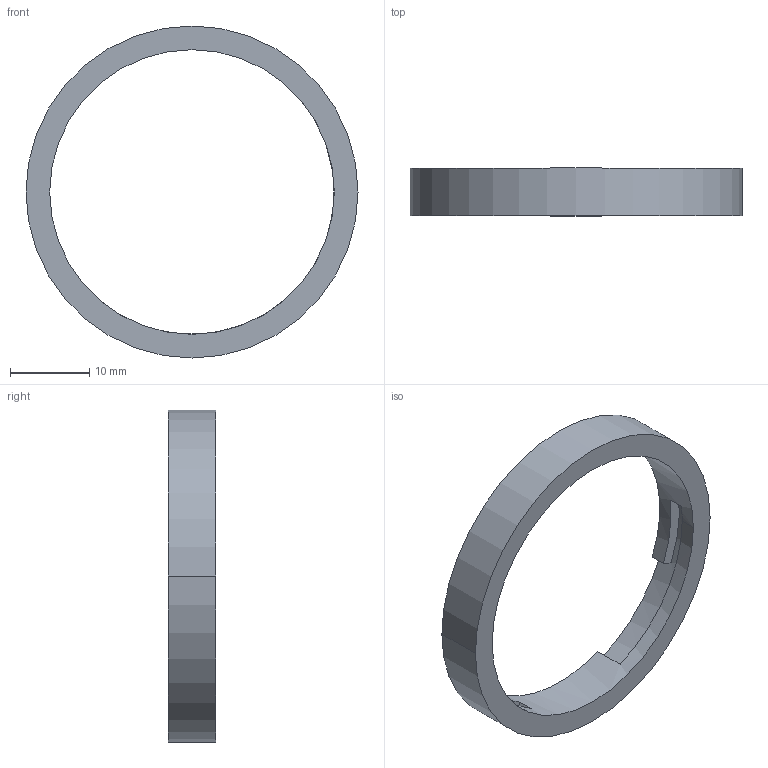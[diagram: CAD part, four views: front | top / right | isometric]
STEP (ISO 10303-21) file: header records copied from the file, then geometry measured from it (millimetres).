
FILE_DESCRIPTION((''),'2;1');
FILE_NAME('PHONEATTACHMENTB','2015-03-11T',('Ishan'),(''),'PRO/ENGINEER BY PARAMETRIC TECHNOLOGY CORPORATION, 2010100','PRO/ENGINEER BY PARAMETRIC TECHNOLOGY CORPORATION, 2010100','');
FILE_SCHEMA(('CONFIG_CONTROL_DESIGN'));
Length unit declared in the file: millimetre
Products named in the file (1): PHONEATTACHMENTB
Bounding box: 42 x 6 x 42 mm (x, y, z)
Volume: 1910.9 mm3; surface area: 2345.5 mm2
Topology: 1 solids, 1 shells, 24 faces, 65 edges, 43 vertices
Faces by surface type: plane 17, cylinder 7
Entity records: 808 total; most frequent: DIRECTION 138, CARTESIAN_POINT 132, ORIENTED_EDGE 130, EDGE_CURVE 65, AXIS2_PLACEMENT_3D 49, VERTEX_POINT 43, VECTOR 40, LINE 40
